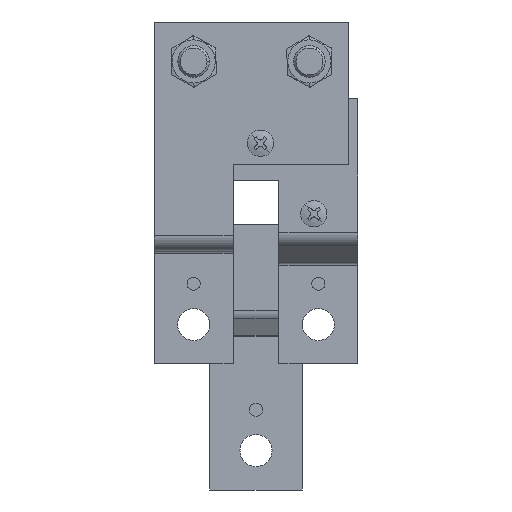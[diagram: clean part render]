
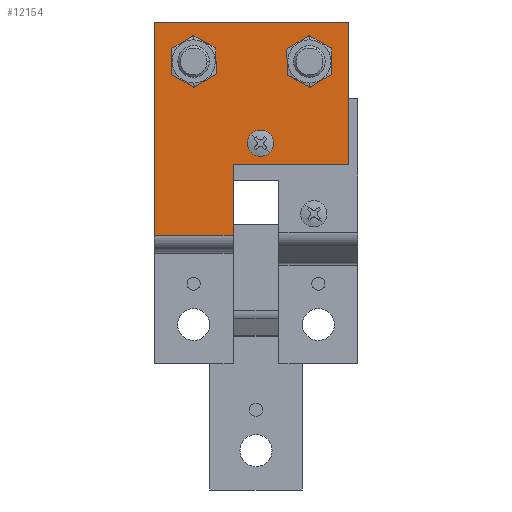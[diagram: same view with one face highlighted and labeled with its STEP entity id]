
A CAD part, front view. The second image highlights one B-rep face of the part: STEP entity #12154.
In plain terms, the highlighted planar face has unit normal (0, -1, 0).
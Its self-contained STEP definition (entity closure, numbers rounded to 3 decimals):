
#10455=DIRECTION('',(0.,0.,-1.));
#10456=VECTOR('',#10455,3.077);
#10457=CARTESIAN_POINT('',(-51.174,459.413,
260.598));
#10458=LINE('',#10457,#10456);
#10483=DIRECTION('',(0.,0.,1.));
#10484=VECTOR('',#10483,3.077);
#10485=CARTESIAN_POINT('',(-45.976,459.413,
257.598));
#10486=LINE('',#10485,#10484);
#10504=CARTESIAN_POINT('',(-48.574,459.413,
260.598));
#10505=DIRECTION('',(0.,1.,0.));
#10506=DIRECTION('',(-1.,0.,0.));
#10507=AXIS2_PLACEMENT_3D('',#10504,#10505,#10506);
#10512=CARTESIAN_POINT('',(-48.576,459.413,
257.598));
#10513=DIRECTION('',(0.,1.,0.));
#10514=DIRECTION('',(1.,0.,0.));
#10515=AXIS2_PLACEMENT_3D('',#10512,#10513,#10514);
#10520=CARTESIAN_POINT('',(-73.916,459.413,
290.008));
#10521=DIRECTION('',(0.,1.,0.));
#10522=DIRECTION('',(1.,0.,0.));
#10523=AXIS2_PLACEMENT_3D('',#10520,#10521,#10522);
#10528=CARTESIAN_POINT('',(-73.916,459.413,
290.008));
#10529=DIRECTION('',(0.,1.,0.));
#10530=DIRECTION('',(-1.,0.,0.));
#10531=AXIS2_PLACEMENT_3D('',#10528,#10529,#10530);
#10536=CARTESIAN_POINT('',(-29.916,459.413,
289.991));
#10537=DIRECTION('',(0.,1.,0.));
#10538=DIRECTION('',(1.,0.,0.));
#10539=AXIS2_PLACEMENT_3D('',#10536,#10537,#10538);
#10544=CARTESIAN_POINT('',(-29.916,459.413,
289.991));
#10545=DIRECTION('',(0.,1.,0.));
#10546=DIRECTION('',(-1.,0.,0.));
#10547=AXIS2_PLACEMENT_3D('',#10544,#10545,#10546);
#10552=DIRECTION('',(-1.,0.,0.));
#10553=VECTOR('',#10552,74.);
#10554=CARTESIAN_POINT('',(-14.911,459.413,
304.985));
#10555=LINE('',#10554,#10553);
#10559=DIRECTION('',(0.,0.,1.));
#10560=VECTOR('',#10559,54.);
#10561=CARTESIAN_POINT('',(-14.931,459.413,
250.985));
#10562=LINE('',#10561,#10560);
#10566=DIRECTION('',(1.,0.,0.));
#10567=VECTOR('',#10566,44.);
#10568=CARTESIAN_POINT('',(-58.931,459.413,
251.002));
#10569=LINE('',#10568,#10567);
#10573=DIRECTION('',(0.,0.,1.));
#10574=VECTOR('',#10573,27.);
#10575=CARTESIAN_POINT('',(-58.942,459.413,
224.002));
#10576=LINE('',#10575,#10574);
#10580=DIRECTION('',(1.,0.,0.));
#10581=VECTOR('',#10580,30.);
#10582=CARTESIAN_POINT('',(-88.942,459.413,
224.014));
#10583=LINE('',#10582,#10581);
#10587=DIRECTION('',(0.,0.,-1.));
#10588=VECTOR('',#10587,81.);
#10589=CARTESIAN_POINT('',(-88.911,459.413,
305.014));
#10590=LINE('',#10589,#10588);
#10897=CARTESIAN_POINT('',(-58.931,459.413,
251.002));
#10899=VERTEX_POINT('',#10897);
#10901=CARTESIAN_POINT('',(-58.942,459.413,
224.002));
#10902=VERTEX_POINT('',#10901);
#10915=CARTESIAN_POINT('',(-88.911,459.413,
305.014));
#10917=VERTEX_POINT('',#10915);
#10919=CARTESIAN_POINT('',(-14.911,459.413,
304.985));
#10920=VERTEX_POINT('',#10919);
#10937=CARTESIAN_POINT('',(-88.942,459.413,
224.014));
#10938=VERTEX_POINT('',#10937);
#10941=CARTESIAN_POINT('',(-14.931,459.413,
250.985));
#10943=VERTEX_POINT('',#10941);
#10945=CARTESIAN_POINT('',(-45.976,459.413,
260.676));
#10946=VERTEX_POINT('',#10945);
#10947=CARTESIAN_POINT('',(-51.174,459.413,
260.598));
#10948=CARTESIAN_POINT('',(-51.174,459.413,
257.521));
#10949=VERTEX_POINT('',#10947);
#10950=VERTEX_POINT('',#10948);
#10951=CARTESIAN_POINT('',(-45.976,459.413,
257.598));
#10953=VERTEX_POINT('',#10951);
#11009=CARTESIAN_POINT('',(-22.616,459.413,
289.991));
#11011=VERTEX_POINT('',#11009);
#11013=CARTESIAN_POINT('',(-37.216,459.413,
289.991));
#11015=VERTEX_POINT('',#11013);
#11017=CARTESIAN_POINT('',(-66.616,459.413,
290.008));
#11019=VERTEX_POINT('',#11017);
#11021=CARTESIAN_POINT('',(-81.216,459.413,
290.008));
#11023=VERTEX_POINT('',#11021);
#12122=CARTESIAN_POINT('',(-88.942,459.413,
305.014));
#12123=DIRECTION('',(0.,-1.,0.));
#12124=DIRECTION('',(0.,0.,-1.));
#12125=AXIS2_PLACEMENT_3D('',#12122,#12123,#12124);
#12126=PLANE('',#12125);
#12127=ORIENTED_EDGE('',*,*,#11274,.F.);
#12128=ORIENTED_EDGE('',*,*,#11259,.F.);
#12129=ORIENTED_EDGE('',*,*,#11244,.F.);
#12130=ORIENTED_EDGE('',*,*,#11229,.F.);
#12132=ORIENTED_EDGE('',*,*,#12131,.F.);
#12133=ORIENTED_EDGE('',*,*,#11294,.F.);
#12134=EDGE_LOOP('',(#12127,#12128,#12129,#12130,#12132,#12133));
#12135=FACE_OUTER_BOUND('',#12134,.F.);
#12137=ORIENTED_EDGE('',*,*,#12136,.F.);
#12139=ORIENTED_EDGE('',*,*,#12138,.F.);
#12140=EDGE_LOOP('',(#12137,#12139));
#12141=FACE_BOUND('',#12140,.F.);
#12143=ORIENTED_EDGE('',*,*,#12142,.F.);
#12145=ORIENTED_EDGE('',*,*,#12144,.F.);
#12146=EDGE_LOOP('',(#12143,#12145));
#12147=FACE_BOUND('',#12146,.F.);
#12148=ORIENTED_EDGE('',*,*,#12090,.F.);
#12149=ORIENTED_EDGE('',*,*,#12076,.T.);
#12150=ORIENTED_EDGE('',*,*,#12117,.F.);
#12151=ORIENTED_EDGE('',*,*,#12104,.T.);
#12152=EDGE_LOOP('',(#12148,#12149,#12150,#12151));
#12153=FACE_BOUND('',#12152,.F.);
#10508=CIRCLE('',#10507,2.6);
#10516=CIRCLE('',#10515,2.6);
#10524=CIRCLE('',#10523,7.3);
#10532=CIRCLE('',#10531,7.3);
#10540=CIRCLE('',#10539,7.3);
#10548=CIRCLE('',#10547,7.3);
#11229=EDGE_CURVE('',#10902,#10899,#10576,.T.);
#11244=EDGE_CURVE('',#10899,#10943,#10569,.T.);
#11259=EDGE_CURVE('',#10943,#10920,#10562,.T.);
#11274=EDGE_CURVE('',#10920,#10917,#10555,.T.);
#11294=EDGE_CURVE('',#10917,#10938,#10590,.T.);
#12076=EDGE_CURVE('',#10949,#10950,#10458,.T.);
#12090=EDGE_CURVE('',#10949,#10946,#10508,.T.);
#12104=EDGE_CURVE('',#10953,#10946,#10486,.T.);
#12117=EDGE_CURVE('',#10953,#10950,#10516,.T.);
#12131=EDGE_CURVE('',#10938,#10902,#10583,.T.);
#12136=EDGE_CURVE('',#11019,#11023,#10524,.T.);
#12138=EDGE_CURVE('',#11023,#11019,#10532,.T.);
#12142=EDGE_CURVE('',#11011,#11015,#10540,.T.);
#12144=EDGE_CURVE('',#11015,#11011,#10548,.T.);
#12154=ADVANCED_FACE('',(#12135,#12141,#12147,#12153),#12126,.T.);
